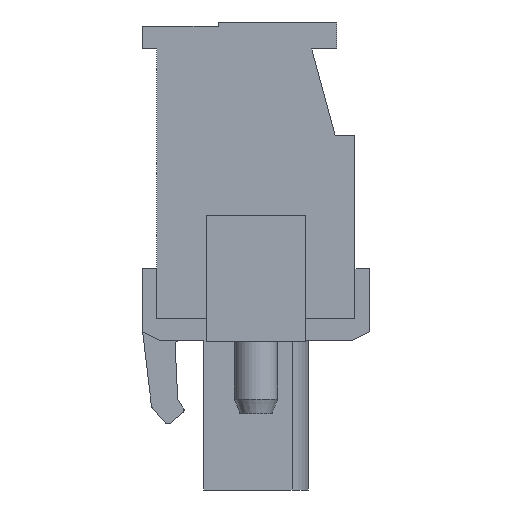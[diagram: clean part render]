
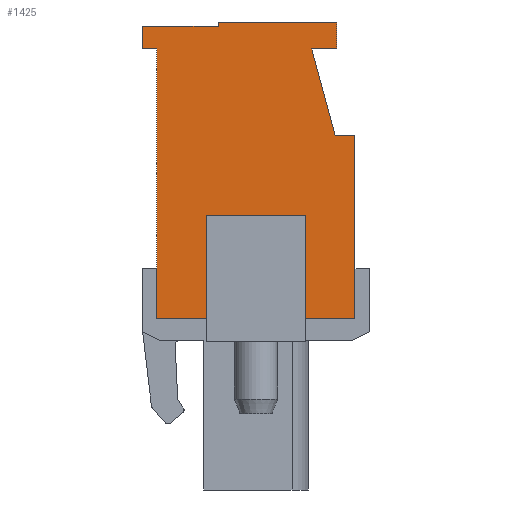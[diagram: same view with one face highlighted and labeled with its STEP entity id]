
A CAD part, left-side view. The second image highlights one B-rep face of the part: STEP entity #1425.
In plain terms, the highlighted planar face has unit normal (-1, 0, 0).
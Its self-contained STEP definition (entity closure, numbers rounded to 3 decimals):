
#1425 = ADVANCED_FACE( '', ( #3175 ), #3176, .T. );
#3175 = FACE_OUTER_BOUND( '', #5355, .T. );
#3176 = PLANE( '', #5356 );
#5355 = EDGE_LOOP( '', ( #8998, #8999, #9000, #9001, #9002, #9003, #9004, #9005, #9006, #9007, #9008, #9009, #9010, #9011, #9012, #9013 ) );
#5356 = AXIS2_PLACEMENT_3D( '', #9014, #9015, #9016 );
#8998 = ORIENTED_EDGE( '', *, *, #14564, .F. );
#8999 = ORIENTED_EDGE( '', *, *, #14565, .F. );
#9000 = ORIENTED_EDGE( '', *, *, #14491, .F. );
#9001 = ORIENTED_EDGE( '', *, *, #14553, .T. );
#9002 = ORIENTED_EDGE( '', *, *, #13673, .T. );
#9003 = ORIENTED_EDGE( '', *, *, #13533, .T. );
#9004 = ORIENTED_EDGE( '', *, *, #14566, .T. );
#9005 = ORIENTED_EDGE( '', *, *, #14567, .T. );
#9006 = ORIENTED_EDGE( '', *, *, #14568, .T. );
#9007 = ORIENTED_EDGE( '', *, *, #14569, .T. );
#9008 = ORIENTED_EDGE( '', *, *, #14570, .T. );
#9009 = ORIENTED_EDGE( '', *, *, #13383, .T. );
#9010 = ORIENTED_EDGE( '', *, *, #14571, .T. );
#9011 = ORIENTED_EDGE( '', *, *, #13344, .T. );
#9012 = ORIENTED_EDGE( '', *, *, #14349, .T. );
#9013 = ORIENTED_EDGE( '', *, *, #14555, .T. );
#9014 = CARTESIAN_POINT( '', ( -12.7, 0., 0. ) );
#9015 = DIRECTION( '', ( -1., 0., 0. ) );
#9016 = DIRECTION( '', ( 0., 0., 1. ) );
#13344 = EDGE_CURVE( '', #15974, #15975, #15976, .T. );
#13383 = EDGE_CURVE( '', #16044, #16045, #16046, .T. );
#13533 = EDGE_CURVE( '', #16313, #16314, #16315, .T. );
#13673 = EDGE_CURVE( '', #16561, #16313, #16562, .T. );
#14349 = EDGE_CURVE( '', #15975, #17684, #17686, .T. );
#14491 = EDGE_CURVE( '', #17903, #17905, #17906, .T. );
#14553 = EDGE_CURVE( '', #17903, #16561, #17998, .T. );
#14555 = EDGE_CURVE( '', #17684, #17999, #18001, .T. );
#14564 = EDGE_CURVE( '', #18014, #17999, #18015, .T. );
#14565 = EDGE_CURVE( '', #17905, #18014, #18016, .T. );
#14566 = EDGE_CURVE( '', #16314, #18017, #18018, .T. );
#14567 = EDGE_CURVE( '', #18017, #18019, #18020, .T. );
#14568 = EDGE_CURVE( '', #18019, #18021, #18022, .T. );
#14569 = EDGE_CURVE( '', #18021, #18023, #18024, .T. );
#14570 = EDGE_CURVE( '', #18023, #16044, #18025, .T. );
#14571 = EDGE_CURVE( '', #16045, #15974, #18026, .T. );
#15974 = VERTEX_POINT( '', #19849 );
#15975 = VERTEX_POINT( '', #19850 );
#15976 = LINE( '', #19851, #19852 );
#16044 = VERTEX_POINT( '', #19949 );
#16045 = VERTEX_POINT( '', #19950 );
#16046 = LINE( '', #19951, #19952 );
#16313 = VERTEX_POINT( '', #20316 );
#16314 = VERTEX_POINT( '', #20317 );
#16315 = LINE( '', #20318, #20319 );
#16561 = VERTEX_POINT( '', #20678 );
#16562 = LINE( '', #20679, #20680 );
#17684 = VERTEX_POINT( '', #22300 );
#17686 = LINE( '', #22303, #22304 );
#17903 = VERTEX_POINT( '', #22618 );
#17905 = VERTEX_POINT( '', #22621 );
#17906 = LINE( '', #22622, #22623 );
#17998 = LINE( '', #22764, #22765 );
#17999 = VERTEX_POINT( '', #22766 );
#18001 = LINE( '', #22769, #22770 );
#18014 = VERTEX_POINT( '', #22786 );
#18015 = LINE( '', #22787, #22788 );
#18016 = LINE( '', #22789, #22790 );
#18017 = VERTEX_POINT( '', #22791 );
#18018 = LINE( '', #22792, #22793 );
#18019 = VERTEX_POINT( '', #22794 );
#18020 = LINE( '', #22795, #22796 );
#18021 = VERTEX_POINT( '', #22797 );
#18022 = LINE( '', #22798, #22799 );
#18023 = VERTEX_POINT( '', #22800 );
#18024 = LINE( '', #22801, #22802 );
#18025 = LINE( '', #22803, #22804 );
#18026 = LINE( '', #22805, #22806 );
#19849 = CARTESIAN_POINT( '', ( -12.7, 6.3, 7.5 ) );
#19850 = CARTESIAN_POINT( '', ( -12.7, 5.5, 7.5 ) );
#19851 = CARTESIAN_POINT( '', ( -12.7, 6.3, 7.5 ) );
#19852 = VECTOR( '', #25224, 1000. );
#19949 = CARTESIAN_POINT( '', ( -12.7, 2.1, 8.75 ) );
#19950 = CARTESIAN_POINT( '', ( -12.7, 6.3, 8.75 ) );
#19951 = CARTESIAN_POINT( '', ( -12.7, 2.1, 8.75 ) );
#19952 = VECTOR( '', #25260, 1000. );
#20316 = CARTESIAN_POINT( '', ( -12.7, -5.5, 2.7 ) );
#20317 = CARTESIAN_POINT( '', ( -12.7, -4.4, 2.7 ) );
#20318 = CARTESIAN_POINT( '', ( -12.7, -5.5, 2.7 ) );
#20319 = VECTOR( '', #25436, 1000. );
#20678 = CARTESIAN_POINT( '', ( -12.7, -5.5, -7.5 ) );
#20679 = CARTESIAN_POINT( '', ( -12.7, -5.5, -7.5 ) );
#20680 = VECTOR( '', #25559, 1000. );
#22300 = CARTESIAN_POINT( '', ( -12.7, 5.5, -7.5 ) );
#22303 = CARTESIAN_POINT( '', ( -12.7, 5.5, 7.5 ) );
#22304 = VECTOR( '', #26231, 1000. );
#22618 = CARTESIAN_POINT( '', ( -12.7, -2.75, -7.5 ) );
#22621 = CARTESIAN_POINT( '', ( -12.7, -2.75, -1.75 ) );
#22622 = CARTESIAN_POINT( '', ( -12.7, -2.75, -8.75 ) );
#22623 = VECTOR( '', #26366, 1000. );
#22764 = CARTESIAN_POINT( '', ( -12.7, 5.5, -7.5 ) );
#22765 = VECTOR( '', #26422, 1000. );
#22766 = CARTESIAN_POINT( '', ( -12.7, 2.75, -7.5 ) );
#22769 = CARTESIAN_POINT( '', ( -12.7, 5.5, -7.5 ) );
#22770 = VECTOR( '', #26424, 1000. );
#22786 = CARTESIAN_POINT( '', ( -12.7, 2.75, -1.75 ) );
#22787 = CARTESIAN_POINT( '', ( -12.7, 2.75, -1.75 ) );
#22788 = VECTOR( '', #26434, 1000. );
#22789 = CARTESIAN_POINT( '', ( -12.7, -2.75, -1.75 ) );
#22790 = VECTOR( '', #26435, 1000. );
#22791 = CARTESIAN_POINT( '', ( -12.7, -3.1, 7.5 ) );
#22792 = CARTESIAN_POINT( '', ( -12.7, -4.4, 2.7 ) );
#22793 = VECTOR( '', #26436, 1000. );
#22794 = CARTESIAN_POINT( '', ( -12.7, -4.5, 7.5 ) );
#22795 = CARTESIAN_POINT( '', ( -12.7, -3.1, 7.5 ) );
#22796 = VECTOR( '', #26437, 1000. );
#22797 = CARTESIAN_POINT( '', ( -12.7, -4.5, 9. ) );
#22798 = CARTESIAN_POINT( '', ( -12.7, -4.5, 7.5 ) );
#22799 = VECTOR( '', #26438, 1000. );
#22800 = CARTESIAN_POINT( '', ( -12.7, 2.1, 9. ) );
#22801 = CARTESIAN_POINT( '', ( -12.7, -4.5, 9. ) );
#22802 = VECTOR( '', #26439, 1000. );
#22803 = CARTESIAN_POINT( '', ( -12.7, 2.1, 9. ) );
#22804 = VECTOR( '', #26440, 1000. );
#22805 = CARTESIAN_POINT( '', ( -12.7, 6.3, 8.75 ) );
#22806 = VECTOR( '', #26441, 1000. );
#25224 = DIRECTION( '', ( 0., -1., 0. ) );
#25260 = DIRECTION( '', ( 0., 1., 0. ) );
#25436 = DIRECTION( '', ( 0., 1., 0. ) );
#25559 = DIRECTION( '', ( 0., 0., 1. ) );
#26231 = DIRECTION( '', ( 0., 0., -1. ) );
#26366 = DIRECTION( '', ( 0., 0., 1. ) );
#26422 = DIRECTION( '', ( 0., -1., 0. ) );
#26424 = DIRECTION( '', ( 0., -1., 0. ) );
#26434 = DIRECTION( '', ( 0., 0., -1. ) );
#26435 = DIRECTION( '', ( 0., 1., 0. ) );
#26436 = DIRECTION( '', ( 0., 0.261, 0.965 ) );
#26437 = DIRECTION( '', ( 0., -1., 0. ) );
#26438 = DIRECTION( '', ( 0., 0., 1. ) );
#26439 = DIRECTION( '', ( 0., 1., 0. ) );
#26440 = DIRECTION( '', ( 0., 0., -1. ) );
#26441 = DIRECTION( '', ( 0., 0., -1. ) );
